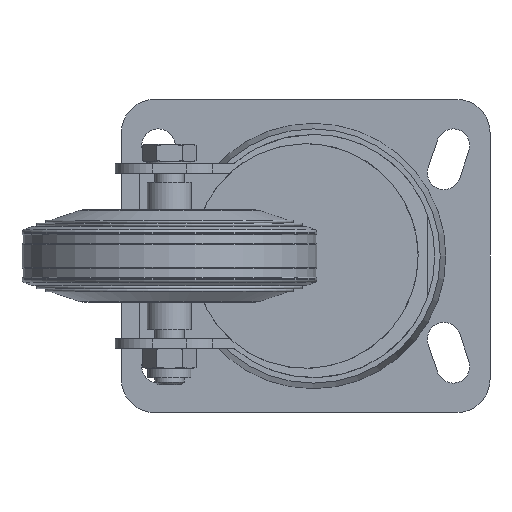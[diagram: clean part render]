
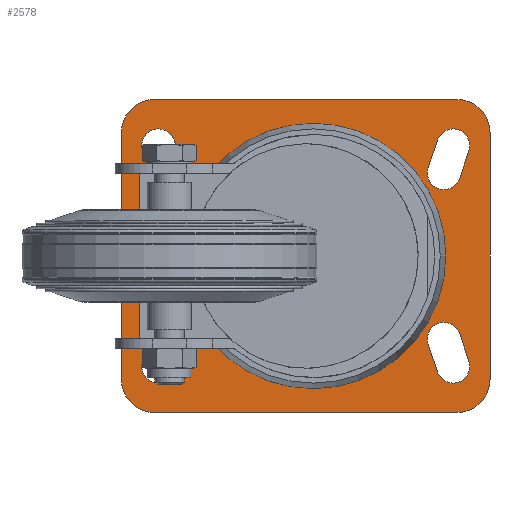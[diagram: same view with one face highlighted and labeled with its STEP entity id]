
A CAD part, front view. The second image highlights one B-rep face of the part: STEP entity #2578.
In plain terms, the highlighted planar face has unit normal (0, -1, 0).
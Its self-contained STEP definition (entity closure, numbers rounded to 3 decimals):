
#123=FACE_BOUND('',#784,.T.);
#124=FACE_BOUND('',#785,.T.);
#125=FACE_BOUND('',#786,.T.);
#126=FACE_BOUND('',#787,.T.);
#127=FACE_BOUND('',#788,.T.);
#193=PLANE('',#2944);
#277=LINE('',#4424,#405);
#281=LINE('',#4436,#409);
#285=LINE('',#4448,#413);
#289=LINE('',#4460,#417);
#293=LINE('',#4469,#421);
#297=LINE('',#4481,#425);
#301=LINE('',#4490,#429);
#305=LINE('',#4502,#433);
#309=LINE('',#4511,#437);
#313=LINE('',#4523,#441);
#317=LINE('',#4532,#445);
#321=LINE('',#4544,#449);
#405=VECTOR('',#3447,1000.);
#409=VECTOR('',#3459,1000.);
#413=VECTOR('',#3471,1000.);
#417=VECTOR('',#3483,1000.);
#421=VECTOR('',#3489,1000.);
#425=VECTOR('',#3501,1000.);
#429=VECTOR('',#3507,1000.);
#433=VECTOR('',#3519,1000.);
#437=VECTOR('',#3525,1000.);
#441=VECTOR('',#3537,1000.);
#445=VECTOR('',#3543,1000.);
#449=VECTOR('',#3555,1000.);
#605=FACE_OUTER_BOUND('',#783,.T.);
#783=EDGE_LOOP('',(#2113,#2114,#2115,#2116,#2117,#2118,#2119,#2120));
#784=EDGE_LOOP('',(#2121));
#785=EDGE_LOOP('',(#2122,#2123,#2124,#2125));
#786=EDGE_LOOP('',(#2126,#2127,#2128,#2129));
#787=EDGE_LOOP('',(#2130,#2131,#2132,#2133));
#788=EDGE_LOOP('',(#2134,#2135,#2136,#2137));
#945=CIRCLE('',#2897,9.);
#947=CIRCLE('',#2901,9.);
#949=CIRCLE('',#2905,9.);
#951=CIRCLE('',#2910,4.5);
#953=CIRCLE('',#2915,4.5);
#955=CIRCLE('',#2920,4.5);
#957=CIRCLE('',#2925,4.5);
#959=CIRCLE('',#2929,4.5);
#961=CIRCLE('',#2932,4.5);
#964=CIRCLE('',#2937,4.5);
#966=CIRCLE('',#2940,4.5);
#968=CIRCLE('',#2943,9.);
#969=CIRCLE('',#2945,34.8);
#1226=VERTEX_POINT('',#4421);
#1227=VERTEX_POINT('',#4423);
#1229=VERTEX_POINT('',#4429);
#1231=VERTEX_POINT('',#4435);
#1233=VERTEX_POINT('',#4441);
#1235=VERTEX_POINT('',#4447);
#1237=VERTEX_POINT('',#4453);
#1239=VERTEX_POINT('',#4459);
#1242=VERTEX_POINT('',#4466);
#1243=VERTEX_POINT('',#4468);
#1245=VERTEX_POINT('',#4474);
#1247=VERTEX_POINT('',#4480);
#1250=VERTEX_POINT('',#4487);
#1251=VERTEX_POINT('',#4489);
#1253=VERTEX_POINT('',#4495);
#1255=VERTEX_POINT('',#4501);
#1258=VERTEX_POINT('',#4508);
#1259=VERTEX_POINT('',#4510);
#1261=VERTEX_POINT('',#4516);
#1263=VERTEX_POINT('',#4522);
#1266=VERTEX_POINT('',#4529);
#1267=VERTEX_POINT('',#4531);
#1269=VERTEX_POINT('',#4537);
#1271=VERTEX_POINT('',#4543);
#1274=VERTEX_POINT('',#4596);
#1513=EDGE_CURVE('',#1226,#1227,#277,.T.);
#1516=EDGE_CURVE('',#1227,#1229,#945,.T.);
#1519=EDGE_CURVE('',#1229,#1231,#281,.T.);
#1522=EDGE_CURVE('',#1231,#1233,#947,.T.);
#1525=EDGE_CURVE('',#1233,#1235,#285,.T.);
#1528=EDGE_CURVE('',#1235,#1237,#949,.T.);
#1531=EDGE_CURVE('',#1237,#1239,#289,.T.);
#1535=EDGE_CURVE('',#1243,#1242,#293,.T.);
#1538=EDGE_CURVE('',#1245,#1243,#951,.T.);
#1541=EDGE_CURVE('',#1247,#1245,#297,.T.);
#1545=EDGE_CURVE('',#1251,#1250,#301,.T.);
#1548=EDGE_CURVE('',#1253,#1251,#953,.T.);
#1551=EDGE_CURVE('',#1255,#1253,#305,.T.);
#1555=EDGE_CURVE('',#1259,#1258,#309,.T.);
#1558=EDGE_CURVE('',#1261,#1259,#955,.T.);
#1561=EDGE_CURVE('',#1263,#1261,#313,.T.);
#1565=EDGE_CURVE('',#1267,#1266,#317,.T.);
#1568=EDGE_CURVE('',#1269,#1267,#957,.T.);
#1571=EDGE_CURVE('',#1271,#1269,#321,.T.);
#1574=EDGE_CURVE('',#1242,#1247,#959,.T.);
#1576=EDGE_CURVE('',#1250,#1255,#961,.T.);
#1582=EDGE_CURVE('',#1258,#1263,#964,.T.);
#1584=EDGE_CURVE('',#1266,#1271,#966,.T.);
#1586=EDGE_CURVE('',#1239,#1226,#968,.T.);
#1587=EDGE_CURVE('',#1274,#1274,#969,.F.);
#2113=ORIENTED_EDGE('',*,*,#1513,.F.);
#2114=ORIENTED_EDGE('',*,*,#1586,.F.);
#2115=ORIENTED_EDGE('',*,*,#1531,.F.);
#2116=ORIENTED_EDGE('',*,*,#1528,.F.);
#2117=ORIENTED_EDGE('',*,*,#1525,.F.);
#2118=ORIENTED_EDGE('',*,*,#1522,.F.);
#2119=ORIENTED_EDGE('',*,*,#1519,.F.);
#2120=ORIENTED_EDGE('',*,*,#1516,.F.);
#2121=ORIENTED_EDGE('',*,*,#1587,.F.);
#2122=ORIENTED_EDGE('',*,*,#1565,.T.);
#2123=ORIENTED_EDGE('',*,*,#1584,.T.);
#2124=ORIENTED_EDGE('',*,*,#1571,.T.);
#2125=ORIENTED_EDGE('',*,*,#1568,.T.);
#2126=ORIENTED_EDGE('',*,*,#1555,.T.);
#2127=ORIENTED_EDGE('',*,*,#1582,.T.);
#2128=ORIENTED_EDGE('',*,*,#1561,.T.);
#2129=ORIENTED_EDGE('',*,*,#1558,.T.);
#2130=ORIENTED_EDGE('',*,*,#1545,.T.);
#2131=ORIENTED_EDGE('',*,*,#1576,.T.);
#2132=ORIENTED_EDGE('',*,*,#1551,.T.);
#2133=ORIENTED_EDGE('',*,*,#1548,.T.);
#2134=ORIENTED_EDGE('',*,*,#1535,.T.);
#2135=ORIENTED_EDGE('',*,*,#1574,.T.);
#2136=ORIENTED_EDGE('',*,*,#1541,.T.);
#2137=ORIENTED_EDGE('',*,*,#1538,.T.);
#2578=ADVANCED_FACE('',(#605,#123,#124,#125,#126,#127),#193,.F.);
#2897=AXIS2_PLACEMENT_3D('',#4430,#3453,#3454);
#2901=AXIS2_PLACEMENT_3D('',#4442,#3465,#3466);
#2905=AXIS2_PLACEMENT_3D('',#4454,#3477,#3478);
#2910=AXIS2_PLACEMENT_3D('',#4475,#3495,#3496);
#2915=AXIS2_PLACEMENT_3D('',#4496,#3513,#3514);
#2920=AXIS2_PLACEMENT_3D('',#4517,#3531,#3532);
#2925=AXIS2_PLACEMENT_3D('',#4538,#3549,#3550);
#2929=AXIS2_PLACEMENT_3D('',#4548,#3561,#3562);
#2932=AXIS2_PLACEMENT_3D('',#4551,#3567,#3568);
#2937=AXIS2_PLACEMENT_3D('',#4588,#3577,#3578);
#2940=AXIS2_PLACEMENT_3D('',#4591,#3583,#3584);
#2943=AXIS2_PLACEMENT_3D('',#4594,#3589,#3590);
#2944=AXIS2_PLACEMENT_3D('',#4595,#3591,#3592);
#2945=AXIS2_PLACEMENT_3D('',#4597,#3593,#3594);
#3447=DIRECTION('',(0.,0.,1.));
#3453=DIRECTION('center_axis',(0.,1.,0.));
#3454=DIRECTION('ref_axis',(1.,0.,0.));
#3459=DIRECTION('',(1.,0.,0.));
#3465=DIRECTION('center_axis',(0.,1.,0.));
#3466=DIRECTION('ref_axis',(1.,0.,0.));
#3471=DIRECTION('',(0.,0.,-1.));
#3477=DIRECTION('center_axis',(0.,1.,0.));
#3478=DIRECTION('ref_axis',(1.,0.,0.));
#3483=DIRECTION('',(-1.,0.,0.));
#3489=DIRECTION('',(-0.316,0.,0.949));
#3495=DIRECTION('center_axis',(0.,1.,0.));
#3496=DIRECTION('ref_axis',(1.,0.,0.));
#3501=DIRECTION('',(0.316,0.,-0.949));
#3507=DIRECTION('',(-0.316,0.,-0.949));
#3513=DIRECTION('center_axis',(0.,1.,0.));
#3514=DIRECTION('ref_axis',(1.,0.,0.));
#3519=DIRECTION('',(0.316,0.,0.949));
#3525=DIRECTION('',(-0.316,0.,-0.949));
#3531=DIRECTION('center_axis',(0.,1.,0.));
#3532=DIRECTION('ref_axis',(1.,0.,0.));
#3537=DIRECTION('',(0.316,0.,0.949));
#3543=DIRECTION('',(-0.316,0.,0.949));
#3549=DIRECTION('center_axis',(0.,1.,0.));
#3550=DIRECTION('ref_axis',(1.,0.,0.));
#3555=DIRECTION('',(0.316,0.,-0.949));
#3561=DIRECTION('center_axis',(0.,1.,0.));
#3562=DIRECTION('ref_axis',(1.,0.,0.));
#3567=DIRECTION('center_axis',(0.,1.,0.));
#3568=DIRECTION('ref_axis',(1.,0.,0.));
#3577=DIRECTION('center_axis',(0.,1.,0.));
#3578=DIRECTION('ref_axis',(1.,0.,0.));
#3583=DIRECTION('center_axis',(0.,1.,0.));
#3584=DIRECTION('ref_axis',(1.,0.,0.));
#3589=DIRECTION('center_axis',(0.,1.,0.));
#3590=DIRECTION('ref_axis',(1.,0.,0.));
#3591=DIRECTION('center_axis',(0.,1.,0.));
#3592=DIRECTION('ref_axis',(0.,0.,1.));
#3593=DIRECTION('center_axis',(0.,1.,0.));
#3594=DIRECTION('ref_axis',(0.,0.,1.));
#4421=CARTESIAN_POINT('',(-13.,64.5,-33.5));
#4423=CARTESIAN_POINT('',(-13.,64.5,33.5));
#4424=CARTESIAN_POINT('',(-13.,64.5,-33.5));
#4429=CARTESIAN_POINT('',(-4.,64.5,42.5));
#4430=CARTESIAN_POINT('Origin',(-4.,64.5,33.5));
#4435=CARTESIAN_POINT('',(78.,64.5,42.5));
#4436=CARTESIAN_POINT('',(-4.,64.5,42.5));
#4441=CARTESIAN_POINT('',(87.,64.5,33.5));
#4442=CARTESIAN_POINT('Origin',(78.,64.5,33.5));
#4447=CARTESIAN_POINT('',(87.,64.5,-33.5));
#4448=CARTESIAN_POINT('',(87.,64.5,33.5));
#4453=CARTESIAN_POINT('',(78.,64.5,-42.5));
#4454=CARTESIAN_POINT('Origin',(78.,64.5,-33.5));
#4459=CARTESIAN_POINT('',(-4.,64.5,-42.5));
#4460=CARTESIAN_POINT('',(78.,64.5,-42.5));
#4466=CARTESIAN_POINT('',(70.231,64.5,-23.923));
#4468=CARTESIAN_POINT('',(72.731,64.5,-31.423));
#4469=CARTESIAN_POINT('',(72.731,64.5,-31.423));
#4474=CARTESIAN_POINT('',(81.269,64.5,-28.577));
#4475=CARTESIAN_POINT('Origin',(77.,64.5,-30.));
#4480=CARTESIAN_POINT('',(78.769,64.5,-21.077));
#4481=CARTESIAN_POINT('',(78.769,64.5,-21.077));
#4487=CARTESIAN_POINT('',(78.769,64.5,21.077));
#4489=CARTESIAN_POINT('',(81.269,64.5,28.577));
#4490=CARTESIAN_POINT('',(81.269,64.5,28.577));
#4495=CARTESIAN_POINT('',(72.731,64.5,31.423));
#4496=CARTESIAN_POINT('Origin',(77.,64.5,30.));
#4501=CARTESIAN_POINT('',(70.231,64.5,23.923));
#4502=CARTESIAN_POINT('',(70.231,64.5,23.923));
#4508=CARTESIAN_POINT('',(1.269,64.5,-31.423));
#4510=CARTESIAN_POINT('',(3.769,64.5,-23.923));
#4511=CARTESIAN_POINT('',(3.769,64.5,-23.923));
#4516=CARTESIAN_POINT('',(-4.769,64.5,-21.077));
#4517=CARTESIAN_POINT('Origin',(-0.5,64.5,-22.5));
#4522=CARTESIAN_POINT('',(-7.269,64.5,-28.577));
#4523=CARTESIAN_POINT('',(-7.269,64.5,-28.577));
#4529=CARTESIAN_POINT('',(-7.269,64.5,28.577));
#4531=CARTESIAN_POINT('',(-4.769,64.5,21.077));
#4532=CARTESIAN_POINT('',(-4.769,64.5,21.077));
#4537=CARTESIAN_POINT('',(3.769,64.5,23.923));
#4538=CARTESIAN_POINT('Origin',(-0.5,64.5,22.5));
#4543=CARTESIAN_POINT('',(1.269,64.5,31.423));
#4544=CARTESIAN_POINT('',(1.269,64.5,31.423));
#4548=CARTESIAN_POINT('Origin',(74.5,64.5,-22.5));
#4551=CARTESIAN_POINT('Origin',(74.5,64.5,22.5));
#4588=CARTESIAN_POINT('Origin',(-3.,64.5,-30.));
#4591=CARTESIAN_POINT('Origin',(-3.,64.5,30.));
#4594=CARTESIAN_POINT('Origin',(-4.,64.5,-33.5));
#4595=CARTESIAN_POINT('Origin',(-4.,64.5,33.5));
#4596=CARTESIAN_POINT('',(39.,64.5,34.8));
#4597=CARTESIAN_POINT('Origin',(39.,64.5,0.));
